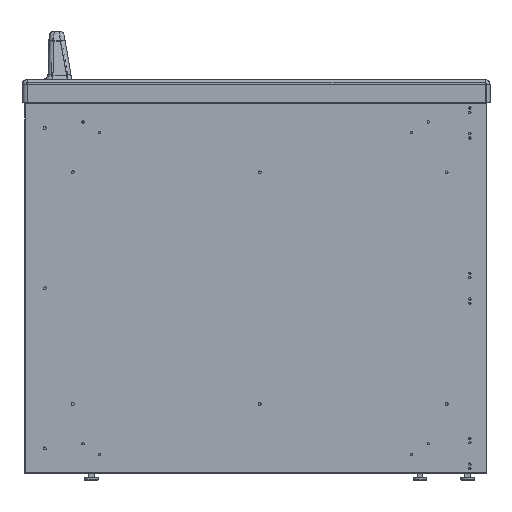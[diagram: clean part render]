
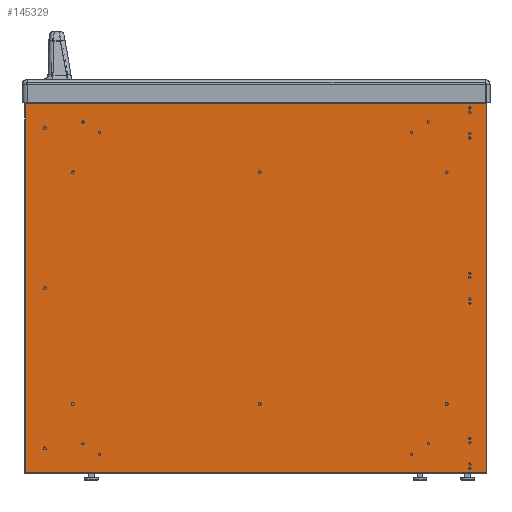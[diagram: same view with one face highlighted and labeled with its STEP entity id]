
A CAD part, front view. The second image highlights one B-rep face of the part: STEP entity #145329.
In plain terms, the highlighted face is planar.
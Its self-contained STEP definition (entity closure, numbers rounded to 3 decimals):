
#144303=CARTESIAN_POINT('',(-842.0,-346.0,554.2));
#144304=VERTEX_POINT('',#144303);
#144305=CARTESIAN_POINT('',(-842.0,-346.0,0.8));
#144306=VERTEX_POINT('',#144305);
#144307=CARTESIAN_POINT('',(-842.0,-346.0,554.2));
#144308=DIRECTION('',(0.0,0.0,-1.0));
#144309=VECTOR('',#144308,553.4);
#144310=LINE('',#144307,#144309);
#144311=EDGE_CURVE('',#144304,#144306,#144310,.T.);
#144411=CARTESIAN_POINT('',(-842.0,345.2,0.8));
#144412=VERTEX_POINT('',#144411);
#144413=CARTESIAN_POINT('',(-842.0,-346.0,0.8));
#144414=DIRECTION('',(0.0,1.0,0.0));
#144415=VECTOR('',#144414,691.2);
#144416=LINE('',#144413,#144415);
#144417=EDGE_CURVE('',#144412,#144306,#144416,.F.);
#144440=CARTESIAN_POINT('',(-842.0,345.2,554.2));
#144441=VERTEX_POINT('',#144440);
#144451=CARTESIAN_POINT('',(-842.0,345.2,554.2));
#144452=DIRECTION('',(0.0,0.0,-1.0));
#144453=VECTOR('',#144452,553.4);
#144454=LINE('',#144451,#144453);
#144455=EDGE_CURVE('',#144441,#144412,#144454,.T.);
#144473=CARTESIAN_POINT('',(-842.0,-346.0,554.2));
#144474=DIRECTION('',(0.0,1.0,0.0));
#144475=VECTOR('',#144474,691.2);
#144476=LINE('',#144473,#144475);
#144477=EDGE_CURVE('',#144304,#144441,#144476,.T.);
#145318=CARTESIAN_POINT('',(-842.0,-346.0,555.0));
#145319=DIRECTION('',(-1.0,0.0,0.0));
#145320=DIRECTION('',(0.0,0.0,1.0));
#145321=AXIS2_PLACEMENT_3D('',#145318,#145319,#145320);
#145322=PLANE('',#145321);
#145323=ORIENTED_EDGE('',*,*,#144455,.T.);
#145324=ORIENTED_EDGE('',*,*,#144417,.T.);
#145325=ORIENTED_EDGE('',*,*,#144311,.F.);
#145326=ORIENTED_EDGE('',*,*,#144477,.T.);
#145327=EDGE_LOOP('',(#145323,#145324,#145325,#145326));
#145328=FACE_OUTER_BOUND('',#145327,.T.);
#145329=ADVANCED_FACE('',(#145328),#145322,.T.);
